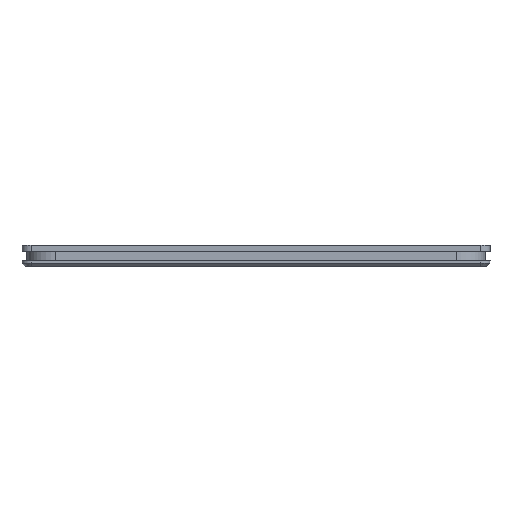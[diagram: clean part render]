
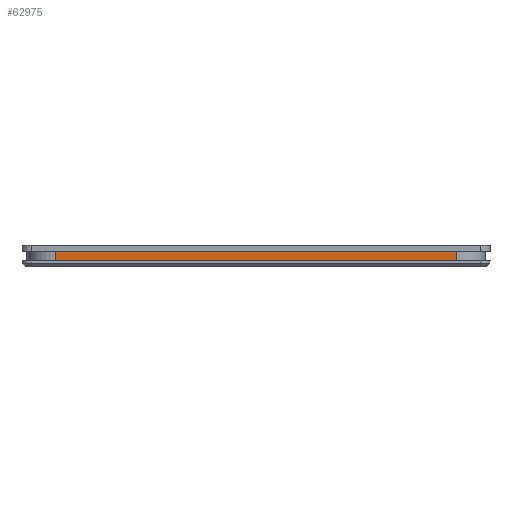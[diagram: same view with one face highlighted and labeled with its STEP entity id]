
A CAD part, front view. The second image highlights one B-rep face of the part: STEP entity #62975.
In plain terms, the highlighted planar face has unit normal (0, -1, 0).
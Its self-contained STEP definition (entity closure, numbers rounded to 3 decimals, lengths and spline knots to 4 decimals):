
#23481=DIRECTION('',(-1.,0.,0.));
#23482=VECTOR('',#23481,3.462);
#23483=CARTESIAN_POINT('',(1.731,-1.981,-0.134));
#23484=LINE('',#23483,#23482);
#23584=DIRECTION('',(0.,0.,1.));
#23585=VECTOR('',#23584,0.08);
#23586=CARTESIAN_POINT('',(1.731,-1.981,-0.134));
#23587=LINE('',#23586,#23585);
#23591=DIRECTION('',(0.,0.,1.));
#23592=VECTOR('',#23591,0.08);
#23593=CARTESIAN_POINT('',(-1.731,-1.981,-0.134));
#23594=LINE('',#23593,#23592);
#23598=DIRECTION('',(-1.,0.,0.));
#23599=VECTOR('',#23598,3.462);
#23600=CARTESIAN_POINT('',(1.731,-1.981,-0.054));
#23601=LINE('',#23600,#23599);
#25311=CARTESIAN_POINT('',(1.731,-1.981,-0.134));
#25312=CARTESIAN_POINT('',(1.731,-1.981,-0.054));
#25313=VERTEX_POINT('',#25311);
#25314=VERTEX_POINT('',#25312);
#25331=CARTESIAN_POINT('',(-1.731,-1.981,-0.134));
#25332=CARTESIAN_POINT('',(-1.731,-1.981,-0.054));
#25333=VERTEX_POINT('',#25331);
#25334=VERTEX_POINT('',#25332);
#62963=CARTESIAN_POINT('',(2.0225,-1.981,-0.054));
#62964=DIRECTION('',(0.,1.,0.));
#62965=DIRECTION('',(0.,0.,-1.));
#62966=AXIS2_PLACEMENT_3D('',#62963,#62964,#62965);
#62967=PLANE('',#62966);
#62968=ORIENTED_EDGE('',*,*,#62957,.F.);
#62969=ORIENTED_EDGE('',*,*,#62826,.T.);
#62971=ORIENTED_EDGE('',*,*,#62970,.T.);
#62972=ORIENTED_EDGE('',*,*,#26335,.F.);
#62973=EDGE_LOOP('',(#62968,#62969,#62971,#62972));
#62974=FACE_OUTER_BOUND('',#62973,.F.);
#26335=EDGE_CURVE('',#25314,#25334,#23601,.T.);
#62826=EDGE_CURVE('',#25313,#25333,#23484,.T.);
#62957=EDGE_CURVE('',#25313,#25314,#23587,.T.);
#62970=EDGE_CURVE('',#25333,#25334,#23594,.T.);
#62975=ADVANCED_FACE('',(#62974),#62967,.F.);
